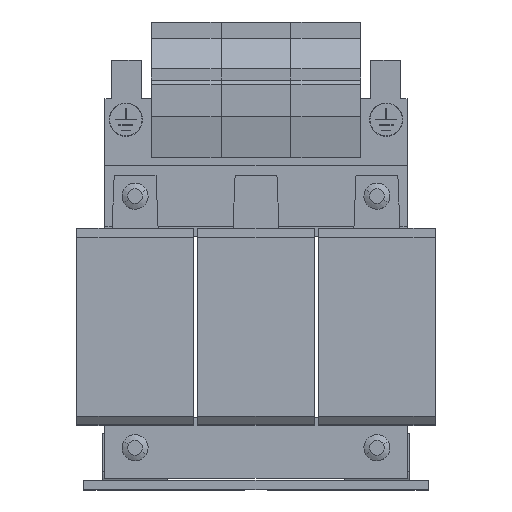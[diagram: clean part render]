
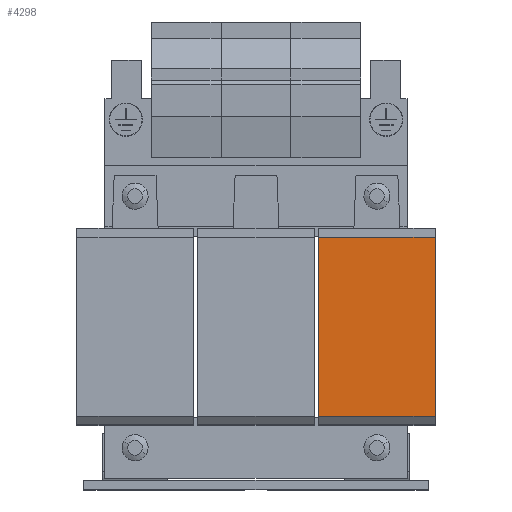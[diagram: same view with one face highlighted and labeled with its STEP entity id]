
A CAD part, top view. The second image highlights one B-rep face of the part: STEP entity #4298.
In plain terms, the highlighted planar face has unit normal (0, 0, 1).
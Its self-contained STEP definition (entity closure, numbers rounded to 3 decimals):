
#423 = DIRECTION ( 'NONE',  ( -1., 0., 0. ) ) ;
#448 = EDGE_LOOP ( 'NONE', ( #11195, #1778, #2932, #6891 ) ) ;
#803 = CARTESIAN_POINT ( 'NONE',  ( 38.5, 18.2, 17.95 ) ) ;
#872 = VERTEX_POINT ( 'NONE', #12323 ) ;
#1015 = VECTOR ( 'NONE', #423, 1000. ) ;
#1212 = VERTEX_POINT ( 'NONE', #6449 ) ;
#1775 = FACE_OUTER_BOUND ( 'NONE', #448, .T. ) ;
#1778 = ORIENTED_EDGE ( 'NONE', *, *, #11418, .F. ) ;
#1929 = VERTEX_POINT ( 'NONE', #4259 ) ;
#1996 = LINE ( 'NONE', #9403, #7730 ) ;
#2510 = EDGE_CURVE ( 'Defeature ausgef�hrt1_280+Defeature ausgef�hrt1_259+Defeature ausgef�hrt1_258+Defeature ausgef�hrt1_257', #872, #7115, #1996, .T. ) ;
#2932 = ORIENTED_EDGE ( 'NONE', *, *, #8936, .F. ) ;
#3252 = VECTOR ( 'NONE', #13364, 1000. ) ;
#4064 = DIRECTION ( 'NONE',  ( -1., 0., 0. ) ) ;
#4259 = CARTESIAN_POINT ( 'NONE',  ( 13.5, -20.3, 17.95 ) ) ;
#4298 = ADVANCED_FACE ( 'Defeature ausgef�hrt1_280', ( #1775 ), #12575, .F. ) ;
#5019 = CARTESIAN_POINT ( 'NONE',  ( 38.5, 18.2, 17.95 ) ) ;
#5112 = DIRECTION ( 'NONE',  ( 0., 0., -1. ) ) ;
#6449 = CARTESIAN_POINT ( 'NONE',  ( 38.5, -20.3, 17.95 ) ) ;
#6653 = CARTESIAN_POINT ( 'NONE',  ( 13.5, 18.2, 17.95 ) ) ;
#6873 = DIRECTION ( 'NONE',  ( 0., -1., 0. ) ) ;
#6891 = ORIENTED_EDGE ( 'NONE', *, *, #2510, .T. ) ;
#7012 = CARTESIAN_POINT ( 'NONE',  ( 38.5, -20.3, 17.95 ) ) ;
#7115 = VERTEX_POINT ( 'NONE', #6653 ) ;
#7730 = VECTOR ( 'NONE', #4064, 1000. ) ;
#8936 = EDGE_CURVE ( 'Defeature ausgef�hrt1_258+Defeature ausgef�hrt1_280+Defeature ausgef�hrt1_259+Defeature ausgef�hrt1_279', #872, #1212, #12166, .T. ) ;
#9403 = CARTESIAN_POINT ( 'NONE',  ( 38.5, 18.2, 17.95 ) ) ;
#9418 = LINE ( 'NONE', #12215, #11768 ) ;
#9917 = AXIS2_PLACEMENT_3D ( 'NONE', #803, #5112, #13890 ) ;
#11195 = ORIENTED_EDGE ( 'NONE', *, *, #13773, .T. ) ;
#11418 = EDGE_CURVE ( 'Defeature ausgef�hrt1_279+Defeature ausgef�hrt1_280+Defeature ausgef�hrt1_258+Defeature ausgef�hrt1_257', #1212, #1929, #13791, .T. ) ;
#11768 = VECTOR ( 'NONE', #6873, 1000. ) ;
#12166 = LINE ( 'NONE', #5019, #3252 ) ;
#12215 = CARTESIAN_POINT ( 'NONE',  ( 13.5, 18.2, 17.95 ) ) ;
#12323 = CARTESIAN_POINT ( 'NONE',  ( 38.5, 18.2, 17.95 ) ) ;
#12575 = PLANE ( 'NONE',  #9917 ) ;
#13364 = DIRECTION ( 'NONE',  ( 0., -1., 0. ) ) ;
#13773 = EDGE_CURVE ( 'Defeature ausgef�hrt1_280+Defeature ausgef�hrt1_257+Defeature ausgef�hrt1_259+Defeature ausgef�hrt1_279', #7115, #1929, #9418, .T. ) ;
#13791 = LINE ( 'NONE', #7012, #1015 ) ;
#13890 = DIRECTION ( 'NONE',  ( -1., 0., 0. ) ) ;
